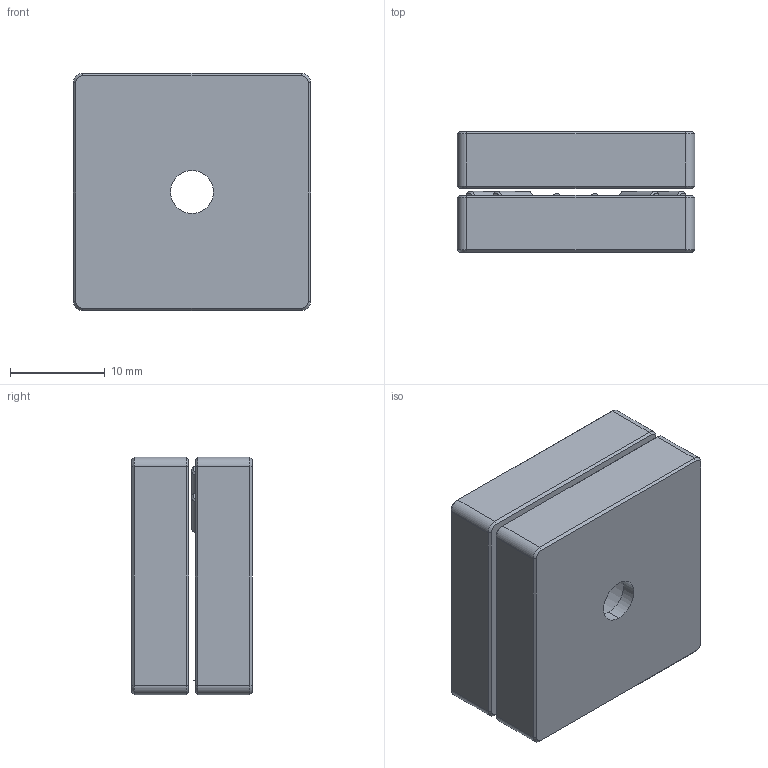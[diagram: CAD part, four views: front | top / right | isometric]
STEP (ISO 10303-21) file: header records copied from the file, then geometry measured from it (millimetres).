
FILE_DESCRIPTION (( 'STEP AP203' ), '1' );
FILE_NAME ('1.4.6.36，ZGD-K25，可调光学接杆底座，尺寸25mmx25mm，带M4沉头孔，A.STEP', '2022-03-09T02:33:33', ( 'China' ), ( 'Home' ), 'SwSTEP 2.0', 'SolidWorks 2018', '' );
FILE_SCHEMA (( 'CONFIG_CONTROL_DESIGN' ));
Length unit declared in the file: millimetre
Products named in the file (1): 1.4.6.36，ZGD-K25，可调光学接杆底座，尺寸25mmx25mm，带M4沉头孔，A
Bounding box: 25 x 12.7 x 25 mm (x, y, z)
Surface area: 3532.1 mm2 (no closed solid volume)
Topology: 0 solids, 8 shells, 104 faces, 290 edges, 198 vertices
Faces by surface type: plane 46, cylinder 34, cone 24
Entity records: 3422 total; most frequent: DIRECTION 626, CARTESIAN_POINT 593, ORIENTED_EDGE 490, EDGE_CURVE 290, AXIS2_PLACEMENT_3D 231, VERTEX_POINT 198, VECTOR 164, LINE 164
